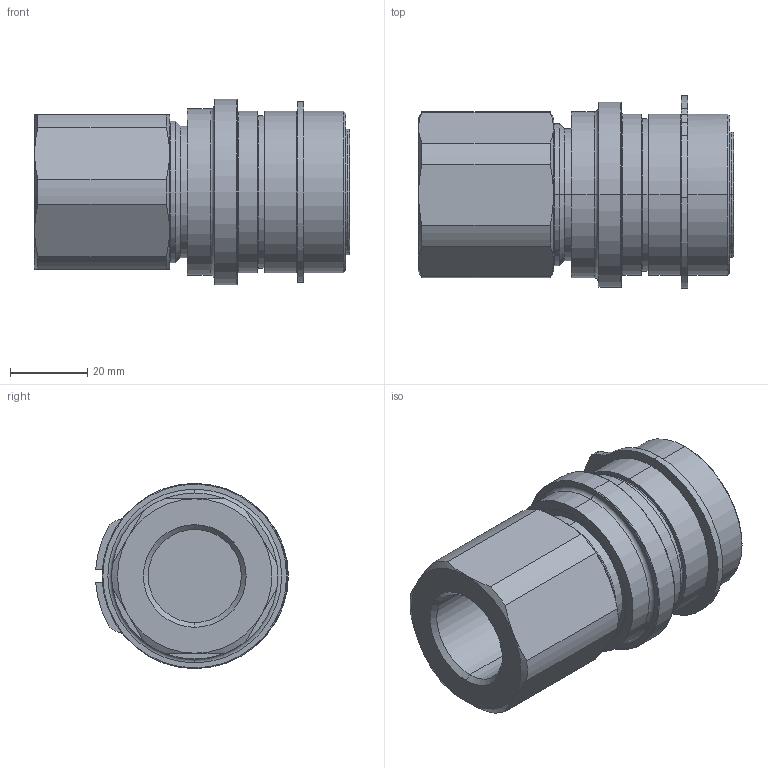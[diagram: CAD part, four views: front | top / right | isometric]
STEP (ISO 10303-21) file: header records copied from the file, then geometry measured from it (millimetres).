
FILE_DESCRIPTION (( 'STEP AP214' ), '1' );
FILE_NAME ('FEMP-621-12FB.STEP', '2014-06-11T07:22:22', ( 'admin' ), ( 'Microsoft' ), 'SwSTEP 2.0', 'SolidWorks 2009', '' );
FILE_SCHEMA (( 'AUTOMOTIVE_DESIGN' ));
Length unit declared in the file: millimetre
Products named in the file (1): FEMP-621-12FB
Bounding box: 81.6 x 49.93 x 48 mm (x, y, z)
Volume: 103502 mm3; surface area: 18750.4 mm2
Topology: 1 solids, 1 shells, 130 faces, 290 edges, 178 vertices
Faces by surface type: cylinder 52, plane 31, cone 26, torus 21
Entity records: 3765 total; most frequent: CARTESIAN_POINT 747, DIRECTION 700, ORIENTED_EDGE 580, AXIS2_PLACEMENT_3D 307, EDGE_CURVE 290, VERTEX_POINT 178, CIRCLE 176, EDGE_LOOP 150
